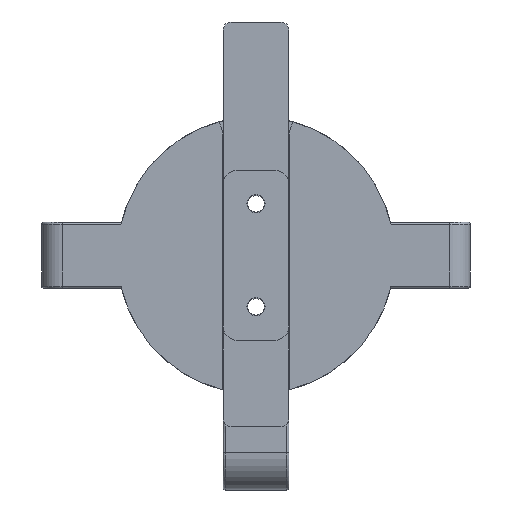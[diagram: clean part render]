
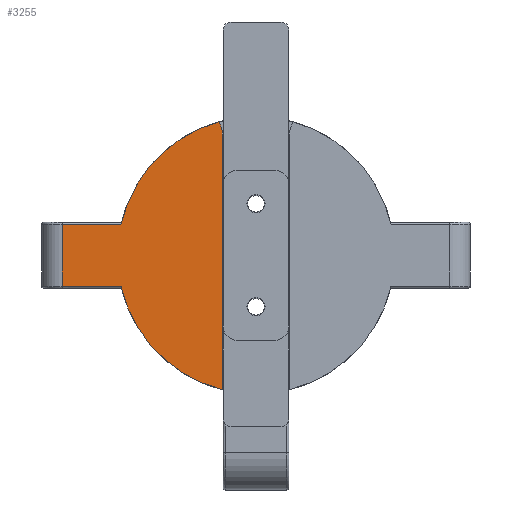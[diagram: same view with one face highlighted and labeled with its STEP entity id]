
A CAD part, front view. The second image highlights one B-rep face of the part: STEP entity #3255.
In plain terms, the highlighted planar face has unit normal (0, -1, 0).
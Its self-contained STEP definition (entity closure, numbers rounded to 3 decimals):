
#209=PLANE('',#3484);
#268=FACE_OUTER_BOUND('',#477,.T.);
#477=EDGE_LOOP('',(#2156,#2157,#2158,#2159,#2160,#2161,#2162));
#700=LINE('',#4833,#912);
#701=LINE('',#4835,#913);
#702=LINE('',#4837,#914);
#703=LINE('',#4840,#915);
#912=VECTOR('',#3875,10.);
#913=VECTOR('',#3876,10.);
#914=VECTOR('',#3877,10.);
#915=VECTOR('',#3880,10.);
#1119=CIRCLE('',#3482,6.);
#1121=CIRCLE('',#3485,33.618);
#1122=CIRCLE('',#3486,33.618);
#1321=VERTEX_POINT('',#4821);
#1322=VERTEX_POINT('',#4822);
#1325=VERTEX_POINT('',#4830);
#1326=VERTEX_POINT('',#4832);
#1327=VERTEX_POINT('',#4834);
#1328=VERTEX_POINT('',#4836);
#1329=VERTEX_POINT('',#4838);
#1636=EDGE_CURVE('',#1321,#1322,#1119,.T.);
#1640=EDGE_CURVE('',#1325,#1321,#1121,.T.);
#1641=EDGE_CURVE('',#1326,#1325,#700,.T.);
#1642=EDGE_CURVE('',#1327,#1326,#701,.T.);
#1643=EDGE_CURVE('',#1328,#1327,#702,.T.);
#1644=EDGE_CURVE('',#1329,#1328,#1122,.T.);
#1645=EDGE_CURVE('',#1322,#1329,#703,.T.);
#2156=ORIENTED_EDGE('',*,*,#1636,.F.);
#2157=ORIENTED_EDGE('',*,*,#1640,.F.);
#2158=ORIENTED_EDGE('',*,*,#1641,.F.);
#2159=ORIENTED_EDGE('',*,*,#1642,.F.);
#2160=ORIENTED_EDGE('',*,*,#1643,.F.);
#2161=ORIENTED_EDGE('',*,*,#1644,.F.);
#2162=ORIENTED_EDGE('',*,*,#1645,.F.);
#3255=ADVANCED_FACE('',(#268),#209,.T.);
#3482=AXIS2_PLACEMENT_3D('',#4823,#3865,#3866);
#3484=AXIS2_PLACEMENT_3D('',#4829,#3871,#3872);
#3485=AXIS2_PLACEMENT_3D('',#4831,#3873,#3874);
#3486=AXIS2_PLACEMENT_3D('',#4839,#3878,#3879);
#3865=DIRECTION('center_axis',(0.,1.,0.));
#3866=DIRECTION('ref_axis',(0.839,0.,0.544));
#3871=DIRECTION('center_axis',(0.,-1.,0.));
#3872=DIRECTION('ref_axis',(0.,0.,-1.));
#3873=DIRECTION('center_axis',(0.,1.,0.));
#3874=DIRECTION('ref_axis',(-1.,0.,0.));
#3875=DIRECTION('',(1.,0.,0.));
#3876=DIRECTION('',(0.,0.,1.));
#3877=DIRECTION('',(-1.,0.,0.));
#3878=DIRECTION('center_axis',(0.,1.,0.));
#3879=DIRECTION('ref_axis',(-1.,0.,0.));
#3880=DIRECTION('',(0.,0.,-1.));
#4821=CARTESIAN_POINT('',(-9.067,-30.25,32.372));
#4822=CARTESIAN_POINT('',(-8.1,-30.25,29.106));
#4823=CARTESIAN_POINT('Origin',(-14.1,-30.25,29.106));
#4829=CARTESIAN_POINT('Origin',(-10.691,-30.25,0.));
#4830=CARTESIAN_POINT('',(-32.771,-30.25,7.5));
#4831=CARTESIAN_POINT('Origin',(0.,-30.25,0.));
#4832=CARTESIAN_POINT('',(-47.,-30.25,7.5));
#4833=CARTESIAN_POINT('',(-32.846,-30.25,7.5));
#4834=CARTESIAN_POINT('',(-47.,-30.25,-7.5));
#4835=CARTESIAN_POINT('',(-47.,-30.25,4.));
#4836=CARTESIAN_POINT('',(-32.771,-30.25,-7.5));
#4837=CARTESIAN_POINT('',(-29.694,-30.25,-7.5));
#4838=CARTESIAN_POINT('',(-8.1,-30.25,-32.628));
#4839=CARTESIAN_POINT('Origin',(0.,-30.25,0.));
#4840=CARTESIAN_POINT('',(-8.1,-30.25,-27.5));
